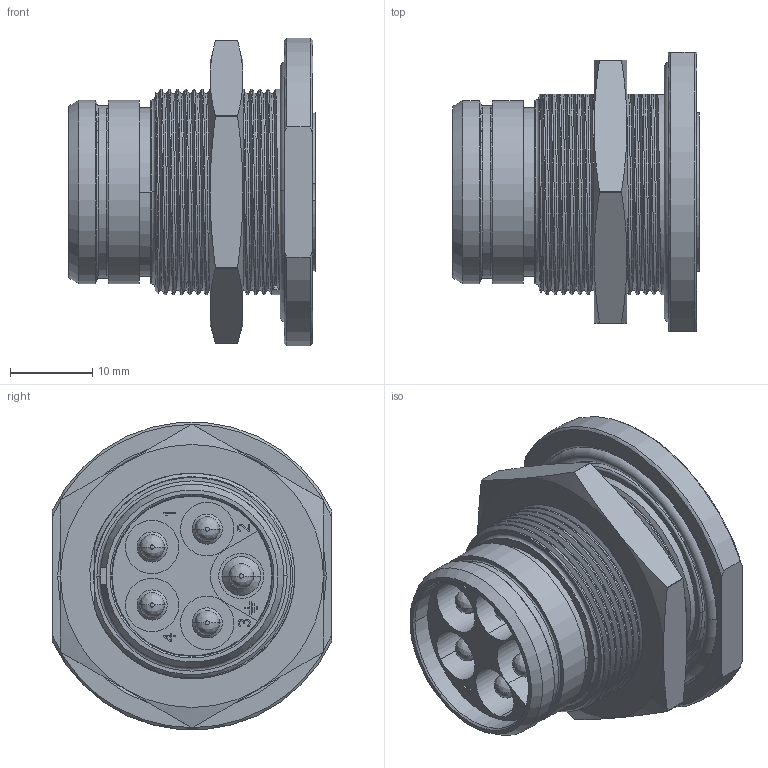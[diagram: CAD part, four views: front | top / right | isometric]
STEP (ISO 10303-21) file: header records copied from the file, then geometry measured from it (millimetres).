
FILE_DESCRIPTION((''),'2;1');
FILE_NAME('1331EV405MS','2024-08-23T08:34:12',('paultorloting'),('NET AG system integration'),'CREO PARAMETRIC BY PTC INC, 2021404','CREO PARAMETRIC BY PTC INC, 2021404','');
FILE_SCHEMA(('AUTOMOTIVE_DESIGN { 1 0 10303 214 1 1 1 1 }'));
Length unit declared in the file: millimetre
Products named in the file (1): 1331EV405MS
Bounding box: 30 x 34 x 37.36 mm (x, y, z)
Volume: 12904.9 mm3; surface area: 12641.2 mm2
Topology: 2 solids, 2 shells, 547 faces, 1390 edges, 890 vertices
Faces by surface type: plane 226, cylinder 154, bspline 71, cone 68, torus 28
Entity records: 33442 total; most frequent: CARTESIAN_POINT 17560, ORIENTED_EDGE 2780, DIRECTION 2472, EDGE_CURVE 1390, AXIS2_PLACEMENT_3D 894, VERTEX_POINT 890, VECTOR 681, LINE 681
